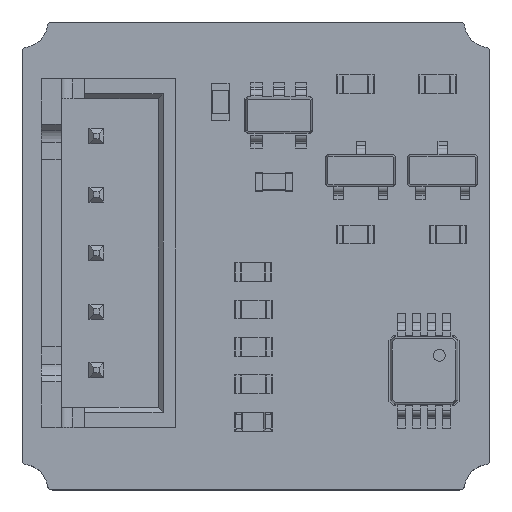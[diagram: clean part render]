
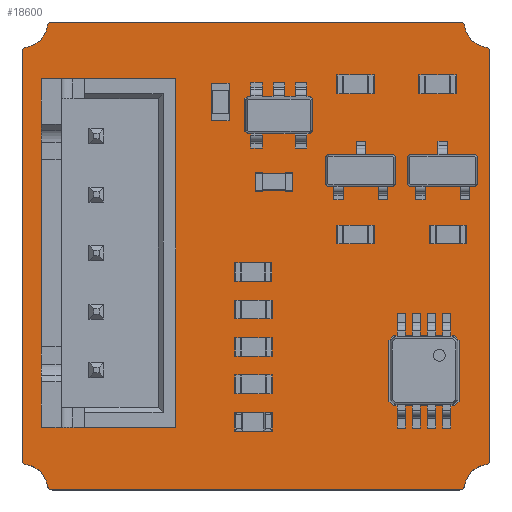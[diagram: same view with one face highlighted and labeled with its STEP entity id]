
A CAD part, top view. The second image highlights one B-rep face of the part: STEP entity #18600.
In plain terms, the highlighted planar face has unit normal (0, 0, 1).
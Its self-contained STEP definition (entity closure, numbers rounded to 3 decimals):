
#18323 = VERTEX_POINT('',#18324);
#18324 = CARTESIAN_POINT('',(76.588,-38.414,1.6));
#18330 = EDGE_CURVE('',#18323,#18331,#18333,.T.);
#18331 = VERTEX_POINT('',#18332);
#18332 = CARTESIAN_POINT('',(76.786,-38.583,1.6));
#18333 = CIRCLE('',#18334,0.2);
#18334 = AXIS2_PLACEMENT_3D('',#18335,#18336,#18337);
#18335 = CARTESIAN_POINT('',(76.588,-38.614,1.6));
#18336 = DIRECTION('',(0.,0.,-1.));
#18337 = DIRECTION('',(0.,1.,0.));
#18365 = VERTEX_POINT('',#18366);
#18366 = CARTESIAN_POINT('',(59.157,-38.414,1.6));
#18372 = EDGE_CURVE('',#18365,#18323,#18373,.T.);
#18373 = LINE('',#18374,#18375);
#18374 = CARTESIAN_POINT('',(59.157,-38.414,1.6));
#18375 = VECTOR('',#18376,1.);
#18376 = DIRECTION('',(1.,0.,0.));
#18394 = EDGE_CURVE('',#18331,#18395,#18397,.T.);
#18395 = VERTEX_POINT('',#18396);
#18396 = CARTESIAN_POINT('',(77.703,-39.501,1.6));
#18397 = CIRCLE('',#18398,1.1);
#18398 = AXIS2_PLACEMENT_3D('',#18399,#18400,#18401);
#18399 = CARTESIAN_POINT('',(77.873,-38.414,1.6));
#18400 = DIRECTION('',(0.,0.,1.));
#18401 = DIRECTION('',(-0.988,-0.154,0.));
#18600 = ADVANCED_FACE('',(#18601,#18718,#18729,#18740,#18751,#18762),
  #18773,.T.);
#18601 = FACE_BOUND('',#18602,.T.);
#18602 = EDGE_LOOP('',(#18603,#18604,#18605,#18614,#18623,#18632,#18640,
    #18649,#18658,#18667,#18675,#18684,#18693,#18702,#18710,#18717));
#18603 = ORIENTED_EDGE('',*,*,#18330,.F.);
#18604 = ORIENTED_EDGE('',*,*,#18372,.F.);
#18605 = ORIENTED_EDGE('',*,*,#18606,.F.);
#18606 = EDGE_CURVE('',#18607,#18365,#18609,.T.);
#18607 = VERTEX_POINT('',#18608);
#18608 = CARTESIAN_POINT('',(58.96,-38.583,1.6));
#18609 = CIRCLE('',#18610,0.2);
#18610 = AXIS2_PLACEMENT_3D('',#18611,#18612,#18613);
#18611 = CARTESIAN_POINT('',(59.157,-38.614,1.6));
#18612 = DIRECTION('',(0.,0.,-1.));
#18613 = DIRECTION('',(-0.988,0.154,0.));
#18614 = ORIENTED_EDGE('',*,*,#18615,.F.);
#18615 = EDGE_CURVE('',#18616,#18607,#18618,.T.);
#18616 = VERTEX_POINT('',#18617);
#18617 = CARTESIAN_POINT('',(58.042,-39.501,1.6));
#18618 = CIRCLE('',#18619,1.1);
#18619 = AXIS2_PLACEMENT_3D('',#18620,#18621,#18622);
#18620 = CARTESIAN_POINT('',(57.873,-38.414,1.6));
#18621 = DIRECTION('',(0.,0.,1.));
#18622 = DIRECTION('',(0.154,-0.988,0.));
#18623 = ORIENTED_EDGE('',*,*,#18624,.F.);
#18624 = EDGE_CURVE('',#18625,#18616,#18627,.T.);
#18625 = VERTEX_POINT('',#18626);
#18626 = CARTESIAN_POINT('',(57.873,-39.699,1.6));
#18627 = CIRCLE('',#18628,0.2);
#18628 = AXIS2_PLACEMENT_3D('',#18629,#18630,#18631);
#18629 = CARTESIAN_POINT('',(58.073,-39.699,1.6));
#18630 = DIRECTION('',(0.,0.,-1.));
#18631 = DIRECTION('',(-1.,0.,-0.));
#18632 = ORIENTED_EDGE('',*,*,#18633,.F.);
#18633 = EDGE_CURVE('',#18634,#18625,#18636,.T.);
#18634 = VERTEX_POINT('',#18635);
#18635 = CARTESIAN_POINT('',(57.873,-57.13,1.6));
#18636 = LINE('',#18637,#18638);
#18637 = CARTESIAN_POINT('',(57.873,-57.13,1.6));
#18638 = VECTOR('',#18639,1.);
#18639 = DIRECTION('',(0.,1.,0.));
#18640 = ORIENTED_EDGE('',*,*,#18641,.F.);
#18641 = EDGE_CURVE('',#18642,#18634,#18644,.T.);
#18642 = VERTEX_POINT('',#18643);
#18643 = CARTESIAN_POINT('',(58.042,-57.327,1.6));
#18644 = CIRCLE('',#18645,0.2);
#18645 = AXIS2_PLACEMENT_3D('',#18646,#18647,#18648);
#18646 = CARTESIAN_POINT('',(58.073,-57.13,1.6));
#18647 = DIRECTION('',(0.,0.,-1.));
#18648 = DIRECTION('',(-0.154,-0.988,-0.));
#18649 = ORIENTED_EDGE('',*,*,#18650,.F.);
#18650 = EDGE_CURVE('',#18651,#18642,#18653,.T.);
#18651 = VERTEX_POINT('',#18652);
#18652 = CARTESIAN_POINT('',(58.96,-58.245,1.6));
#18653 = CIRCLE('',#18654,1.1);
#18654 = AXIS2_PLACEMENT_3D('',#18655,#18656,#18657);
#18655 = CARTESIAN_POINT('',(57.873,-58.414,1.6));
#18656 = DIRECTION('',(0.,0.,1.));
#18657 = DIRECTION('',(0.988,0.154,-0.));
#18658 = ORIENTED_EDGE('',*,*,#18659,.F.);
#18659 = EDGE_CURVE('',#18660,#18651,#18662,.T.);
#18660 = VERTEX_POINT('',#18661);
#18661 = CARTESIAN_POINT('',(59.157,-58.414,1.6));
#18662 = CIRCLE('',#18663,0.2);
#18663 = AXIS2_PLACEMENT_3D('',#18664,#18665,#18666);
#18664 = CARTESIAN_POINT('',(59.157,-58.214,1.6));
#18665 = DIRECTION('',(0.,0.,-1.));
#18666 = DIRECTION('',(0.,-1.,0.));
#18667 = ORIENTED_EDGE('',*,*,#18668,.F.);
#18668 = EDGE_CURVE('',#18669,#18660,#18671,.T.);
#18669 = VERTEX_POINT('',#18670);
#18670 = CARTESIAN_POINT('',(76.588,-58.414,1.6));
#18671 = LINE('',#18672,#18673);
#18672 = CARTESIAN_POINT('',(76.588,-58.414,1.6));
#18673 = VECTOR('',#18674,1.);
#18674 = DIRECTION('',(-1.,0.,0.));
#18675 = ORIENTED_EDGE('',*,*,#18676,.F.);
#18676 = EDGE_CURVE('',#18677,#18669,#18679,.T.);
#18677 = VERTEX_POINT('',#18678);
#18678 = CARTESIAN_POINT('',(76.786,-58.245,1.6));
#18679 = CIRCLE('',#18680,0.2);
#18680 = AXIS2_PLACEMENT_3D('',#18681,#18682,#18683);
#18681 = CARTESIAN_POINT('',(76.588,-58.214,1.6));
#18682 = DIRECTION('',(0.,0.,-1.));
#18683 = DIRECTION('',(0.988,-0.154,0.));
#18684 = ORIENTED_EDGE('',*,*,#18685,.F.);
#18685 = EDGE_CURVE('',#18686,#18677,#18688,.T.);
#18686 = VERTEX_POINT('',#18687);
#18687 = CARTESIAN_POINT('',(77.703,-57.327,1.6));
#18688 = CIRCLE('',#18689,1.1);
#18689 = AXIS2_PLACEMENT_3D('',#18690,#18691,#18692);
#18690 = CARTESIAN_POINT('',(77.873,-58.414,1.6));
#18691 = DIRECTION('',(0.,0.,1.));
#18692 = DIRECTION('',(-0.154,0.988,0.));
#18693 = ORIENTED_EDGE('',*,*,#18694,.F.);
#18694 = EDGE_CURVE('',#18695,#18686,#18697,.T.);
#18695 = VERTEX_POINT('',#18696);
#18696 = CARTESIAN_POINT('',(77.873,-57.13,1.6));
#18697 = CIRCLE('',#18698,0.2);
#18698 = AXIS2_PLACEMENT_3D('',#18699,#18700,#18701);
#18699 = CARTESIAN_POINT('',(77.673,-57.13,1.6));
#18700 = DIRECTION('',(0.,0.,-1.));
#18701 = DIRECTION('',(1.,0.,0.));
#18702 = ORIENTED_EDGE('',*,*,#18703,.F.);
#18703 = EDGE_CURVE('',#18704,#18695,#18706,.T.);
#18704 = VERTEX_POINT('',#18705);
#18705 = CARTESIAN_POINT('',(77.873,-39.699,1.6));
#18706 = LINE('',#18707,#18708);
#18707 = CARTESIAN_POINT('',(77.873,-39.699,1.6));
#18708 = VECTOR('',#18709,1.);
#18709 = DIRECTION('',(0.,-1.,0.));
#18710 = ORIENTED_EDGE('',*,*,#18711,.F.);
#18711 = EDGE_CURVE('',#18395,#18704,#18712,.T.);
#18712 = CIRCLE('',#18713,0.2);
#18713 = AXIS2_PLACEMENT_3D('',#18714,#18715,#18716);
#18714 = CARTESIAN_POINT('',(77.673,-39.699,1.6));
#18715 = DIRECTION('',(0.,0.,-1.));
#18716 = DIRECTION('',(0.154,0.988,0.));
#18717 = ORIENTED_EDGE('',*,*,#18394,.F.);
#18718 = FACE_BOUND('',#18719,.T.);
#18719 = EDGE_LOOP('',(#18720));
#18720 = ORIENTED_EDGE('',*,*,#18721,.T.);
#18721 = EDGE_CURVE('',#18722,#18722,#18724,.T.);
#18722 = VERTEX_POINT('',#18723);
#18723 = CARTESIAN_POINT('',(61.05,-53.775,1.6));
#18724 = CIRCLE('',#18725,0.475);
#18725 = AXIS2_PLACEMENT_3D('',#18726,#18727,#18728);
#18726 = CARTESIAN_POINT('',(61.05,-53.3,1.6));
#18727 = DIRECTION('',(-0.,0.,-1.));
#18728 = DIRECTION('',(-0.,-1.,0.));
#18729 = FACE_BOUND('',#18730,.T.);
#18730 = EDGE_LOOP('',(#18731));
#18731 = ORIENTED_EDGE('',*,*,#18732,.T.);
#18732 = EDGE_CURVE('',#18733,#18733,#18735,.T.);
#18733 = VERTEX_POINT('',#18734);
#18734 = CARTESIAN_POINT('',(61.05,-51.275,1.6));
#18735 = CIRCLE('',#18736,0.475);
#18736 = AXIS2_PLACEMENT_3D('',#18737,#18738,#18739);
#18737 = CARTESIAN_POINT('',(61.05,-50.8,1.6));
#18738 = DIRECTION('',(-0.,0.,-1.));
#18739 = DIRECTION('',(-0.,-1.,0.));
#18740 = FACE_BOUND('',#18741,.T.);
#18741 = EDGE_LOOP('',(#18742));
#18742 = ORIENTED_EDGE('',*,*,#18743,.T.);
#18743 = EDGE_CURVE('',#18744,#18744,#18746,.T.);
#18744 = VERTEX_POINT('',#18745);
#18745 = CARTESIAN_POINT('',(61.05,-48.775,1.6));
#18746 = CIRCLE('',#18747,0.475);
#18747 = AXIS2_PLACEMENT_3D('',#18748,#18749,#18750);
#18748 = CARTESIAN_POINT('',(61.05,-48.3,1.6));
#18749 = DIRECTION('',(-0.,0.,-1.));
#18750 = DIRECTION('',(-0.,-1.,0.));
#18751 = FACE_BOUND('',#18752,.T.);
#18752 = EDGE_LOOP('',(#18753));
#18753 = ORIENTED_EDGE('',*,*,#18754,.T.);
#18754 = EDGE_CURVE('',#18755,#18755,#18757,.T.);
#18755 = VERTEX_POINT('',#18756);
#18756 = CARTESIAN_POINT('',(61.05,-46.275,1.6));
#18757 = CIRCLE('',#18758,0.475);
#18758 = AXIS2_PLACEMENT_3D('',#18759,#18760,#18761);
#18759 = CARTESIAN_POINT('',(61.05,-45.8,1.6));
#18760 = DIRECTION('',(-0.,0.,-1.));
#18761 = DIRECTION('',(-0.,-1.,0.));
#18762 = FACE_BOUND('',#18763,.T.);
#18763 = EDGE_LOOP('',(#18764));
#18764 = ORIENTED_EDGE('',*,*,#18765,.T.);
#18765 = EDGE_CURVE('',#18766,#18766,#18768,.T.);
#18766 = VERTEX_POINT('',#18767);
#18767 = CARTESIAN_POINT('',(61.05,-43.775,1.6));
#18768 = CIRCLE('',#18769,0.475);
#18769 = AXIS2_PLACEMENT_3D('',#18770,#18771,#18772);
#18770 = CARTESIAN_POINT('',(61.05,-43.3,1.6));
#18771 = DIRECTION('',(-0.,0.,-1.));
#18772 = DIRECTION('',(-0.,-1.,0.));
#18773 = PLANE('',#18774);
#18774 = AXIS2_PLACEMENT_3D('',#18775,#18776,#18777);
#18775 = CARTESIAN_POINT('',(0.,0.,1.6));
#18776 = DIRECTION('',(0.,0.,1.));
#18777 = DIRECTION('',(1.,0.,-0.));
